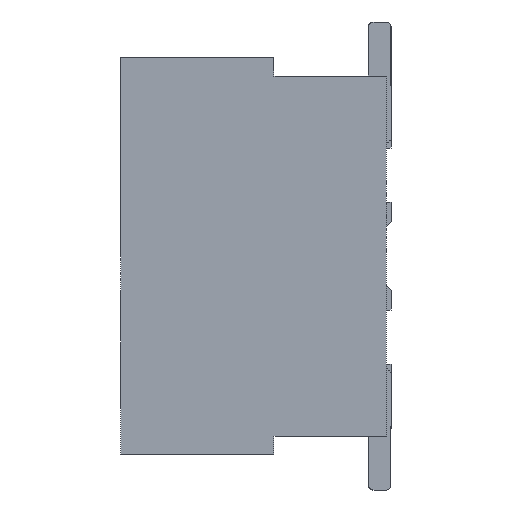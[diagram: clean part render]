
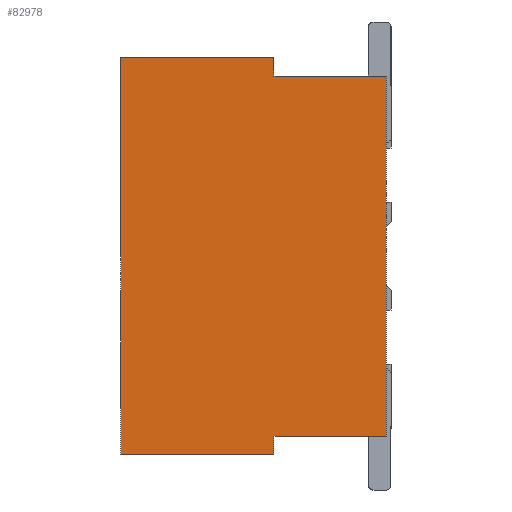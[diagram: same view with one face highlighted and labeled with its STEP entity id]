
A CAD part, left-side view. The second image highlights one B-rep face of the part: STEP entity #82978.
In plain terms, the highlighted planar face has unit normal (-1, 0, 0).
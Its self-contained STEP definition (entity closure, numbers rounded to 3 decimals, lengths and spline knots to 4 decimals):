
#13=DIRECTION('',(0.,-1.,0.));
#14=VECTOR('',#13,1.7);
#15=CARTESIAN_POINT('',(-11.35,2.95,2.2));
#16=LINE('',#15,#14);
#25=DIRECTION('',(0.,0.,1.));
#26=VECTOR('',#25,4.4);
#27=CARTESIAN_POINT('',(-11.35,2.95,-2.2));
#28=LINE('',#27,#26);
#20357=DIRECTION('',(0.,1.,0.));
#20358=VECTOR('',#20357,1.7);
#20359=CARTESIAN_POINT('',(-11.35,1.25,-2.2));
#20360=LINE('',#20359,#20358);
#20369=DIRECTION('',(0.,0.,-1.));
#20370=VECTOR('',#20369,0.2);
#20371=CARTESIAN_POINT('',(-11.35,1.25,-2.));
#20372=LINE('',#20371,#20370);
#20453=DIRECTION('',(0.,-1.,0.));
#20454=VECTOR('',#20453,1.25);
#20455=CARTESIAN_POINT('',(-11.35,1.25,-2.));
#20456=LINE('',#20455,#20454);
#28373=DIRECTION('',(0.,0.,1.));
#28374=VECTOR('',#28373,4.);
#28375=CARTESIAN_POINT('',(-11.35,0.,-2.));
#28376=LINE('',#28375,#28374);
#28377=DIRECTION('',(0.,0.,1.));
#28378=VECTOR('',#28377,0.2);
#28379=CARTESIAN_POINT('',(-11.35,1.25,2.));
#28380=LINE('',#28379,#28378);
#28381=DIRECTION('',(0.,1.,0.));
#28382=VECTOR('',#28381,1.25);
#28383=CARTESIAN_POINT('',(-11.35,0.,2.));
#28384=LINE('',#28383,#28382);
#35953=CARTESIAN_POINT('',(-11.35,0.,2.));
#35954=CARTESIAN_POINT('',(-11.35,1.25,2.));
#35955=VERTEX_POINT('',#35953);
#35956=VERTEX_POINT('',#35954);
#36041=CARTESIAN_POINT('',(-11.35,1.25,2.2));
#36042=VERTEX_POINT('',#36041);
#36043=CARTESIAN_POINT('',(-11.35,1.25,-2.));
#36044=CARTESIAN_POINT('',(-11.35,1.25,-2.2));
#36045=VERTEX_POINT('',#36043);
#36046=VERTEX_POINT('',#36044);
#36047=CARTESIAN_POINT('',(-11.35,2.95,-2.2));
#36048=VERTEX_POINT('',#36047);
#36049=CARTESIAN_POINT('',(-11.35,2.95,2.2));
#36050=VERTEX_POINT('',#36049);
#36051=CARTESIAN_POINT('',(-11.35,0.,-2.));
#36052=VERTEX_POINT('',#36051);
#82963=CARTESIAN_POINT('',(-11.35,1.475,0.));
#82964=DIRECTION('',(1.,0.,0.));
#82965=DIRECTION('',(0.,0.,1.));
#82966=AXIS2_PLACEMENT_3D('',#82963,#82964,#82965);
#82967=PLANE('',#82966);
#82968=ORIENTED_EDGE('',*,*,#71683,.T.);
#82969=ORIENTED_EDGE('',*,*,#71668,.T.);
#82970=ORIENTED_EDGE('',*,*,#42125,.T.);
#82971=ORIENTED_EDGE('',*,*,#42110,.T.);
#82972=ORIENTED_EDGE('',*,*,#42095,.F.);
#82973=ORIENTED_EDGE('',*,*,#42080,.F.);
#82974=ORIENTED_EDGE('',*,*,#82958,.F.);
#82975=ORIENTED_EDGE('',*,*,#71762,.F.);
#82976=EDGE_LOOP('',(#82968,#82969,#82970,#82971,#82972,#82973,#82974,#82975));
#82977=FACE_OUTER_BOUND('',#82976,.F.);
#42080=EDGE_CURVE('',#35955,#35956,#28384,.T.);
#42095=EDGE_CURVE('',#35956,#36042,#28380,.T.);
#42110=EDGE_CURVE('',#36050,#36042,#16,.T.);
#42125=EDGE_CURVE('',#36048,#36050,#28,.T.);
#71668=EDGE_CURVE('',#36046,#36048,#20360,.T.);
#71683=EDGE_CURVE('',#36045,#36046,#20372,.T.);
#71762=EDGE_CURVE('',#36045,#36052,#20456,.T.);
#82958=EDGE_CURVE('',#36052,#35955,#28376,.T.);
#82978=ADVANCED_FACE('',(#82977),#82967,.F.);
